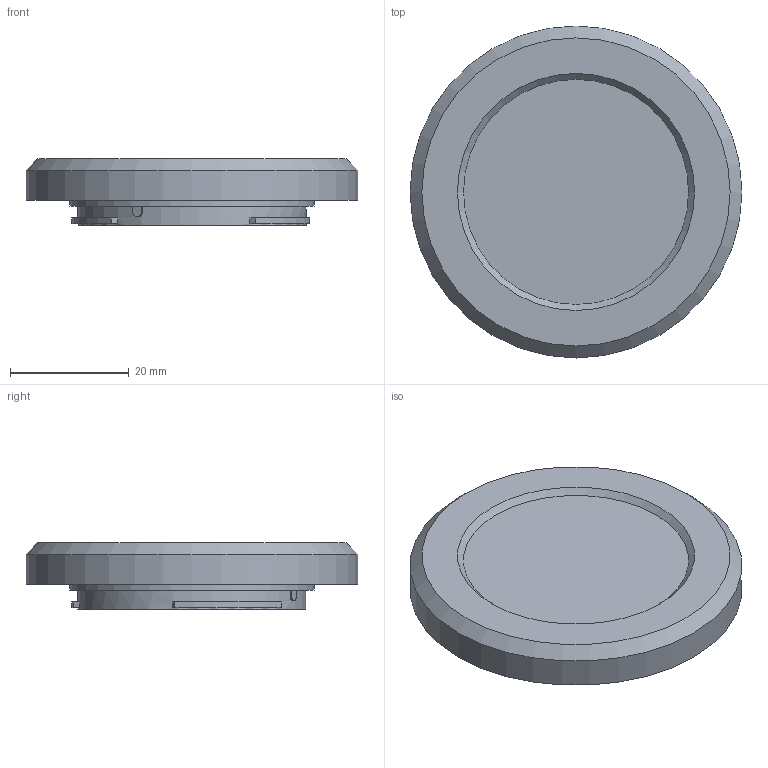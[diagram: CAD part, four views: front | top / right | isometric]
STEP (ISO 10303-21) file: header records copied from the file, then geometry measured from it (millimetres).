
FILE_DESCRIPTION(/* description */ (''),/* implementation_level */ '2;1');
FILE_NAME(/* name */ 'baseBodyCap_MFT',/* time_stamp */ '2023-12-05T16:33:03-05:00',/* author */ ('George Moua'),/* organization */ ('Archive 663'),/* preprocessor_version */ 'ST-DEVELOPER v16.7',/* originating_system */ 'Solid Edge',/* authorisation */ 'Unknown');
FILE_SCHEMA (('AUTOMOTIVE_DESIGN {1 0 10303 214 3 1 1}'));
Length unit declared in the file: millimetre
Products named in the file (3): mountLensBase; mountLensBase_MFT_oa_0; baseBodyCap_MFT
Assembly tree (2 placements, depth 3):
  mountLensBase
    mountLensBase_MFT_oa_0
      baseBodyCap_MFT
Bounding box: 56 x 56 x 11.25 mm (x, y, z)
Volume: 11329.7 mm3; surface area: 8803.4 mm2
Topology: 1 solids, 1 shells, 38 faces, 84 edges, 57 vertices
Faces by surface type: plane 22, cylinder 11, cone 5
Full cylindrical faces by diameter (mm): 34 x1, 38.5 x1, 41.2 x1, 44 x1, 52 x1, 56 x1
Entity records: 1012 total; most frequent: DIRECTION 176, CARTESIAN_POINT 167, ORIENTED_EDGE 130, AXIS2_PLACEMENT_3D 72, EDGE_CURVE 65, EDGE_LOOP 58, FACE_BOUND 58, VERTEX_POINT 49
